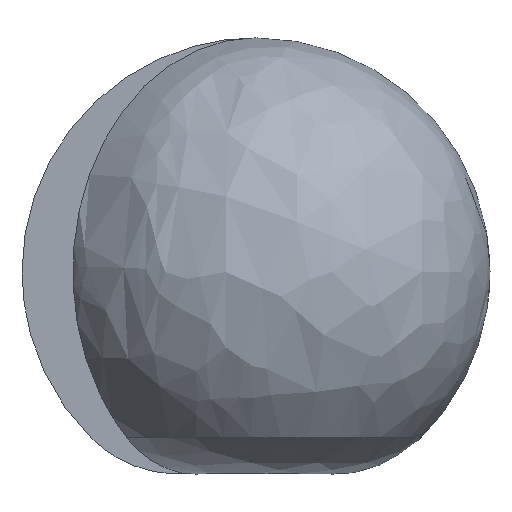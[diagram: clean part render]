
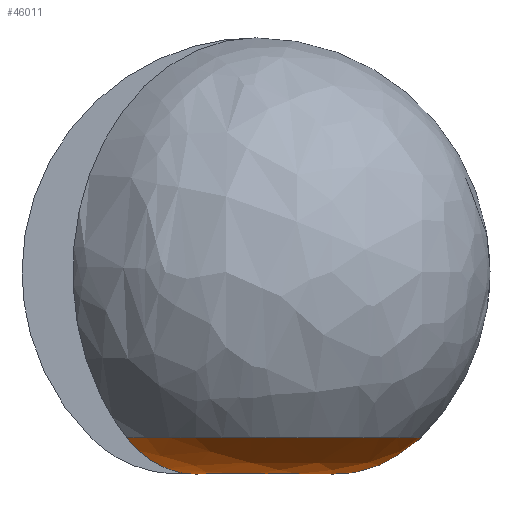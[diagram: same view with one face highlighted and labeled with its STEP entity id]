
A CAD part, left-side view. The second image highlights one B-rep face of the part: STEP entity #46011.
In plain terms, the highlighted free-form (B-spline) face has degree [3, 3] with [4, 4] control points.
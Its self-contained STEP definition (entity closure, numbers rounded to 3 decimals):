
#1778 = CARTESIAN_POINT ( 'NONE',  ( 850.787, -651.42, 1243.767 ) ) ;
#3178 = CARTESIAN_POINT ( 'NONE',  ( 280.678, -647.259, 0. ) ) ;
#5010 = CARTESIAN_POINT ( 'NONE',  ( -853.408, -562.133, 310.615 ) ) ;
#5267 = ORIENTED_EDGE ( 'NONE', *, *, #41832, .T. ) ;
#5722 = CARTESIAN_POINT ( 'NONE',  ( -996.448, -443.559, 362.678 ) ) ;
#9439 = CARTESIAN_POINT ( 'NONE',  ( -537.499, -672.69, 195.634 ) ) ;
#18067 = CARTESIAN_POINT ( 'NONE',  ( -996.448, -443.559, 362.678 ) ) ;
#19040 = DIRECTION ( 'NONE',  ( 1., 0., 0. ) ) ;
#19226 = CARTESIAN_POINT ( 'NONE',  ( -718.594, -629.923, 261.547 ) ) ;
#19464 = CARTESIAN_POINT ( 'NONE',  ( -374.085, -651.42, 1459.745 ) ) ;
#19736 = DIRECTION ( 'NONE',  ( 0., 1., 0. ) ) ;
#20065 = ORIENTED_EDGE ( 'NONE', *, *, #160065, .F. ) ;
#20610 = CARTESIAN_POINT ( 'NONE',  ( -908.368, -523.475, 330.619 ) ) ;
#23187 = AXIS2_PLACEMENT_3D ( 'NONE', #168042, #19736, #87287 ) ;
#26890 = CARTESIAN_POINT ( 'NONE',  ( -426.176, -675.5, 155.115 ) ) ;
#29775 = AXIS2_PLACEMENT_3D ( 'NONE', #67503, #181740, #19040 ) ;
#32860 = CARTESIAN_POINT ( 'NONE',  ( 0., -443.559, 0. ) ) ;
#33797 = CARTESIAN_POINT ( 'NONE',  ( -263.751, -647.259, 95.997 ) ) ;
#34283 = DIRECTION ( 'NONE',  ( 0., 1., 0. ) ) ;
#35598 = CARTESIAN_POINT ( 'NONE',  ( -894.938, -533.609, 325.731 ) ) ;
#37001 = CARTESIAN_POINT ( 'NONE',  ( -757.105, -613.879, 275.564 ) ) ;
#38383 = CARTESIAN_POINT ( 'NONE',  ( -779.925, -603.174, 283.869 ) ) ;
#41015 = EDGE_CURVE ( 'NONE', #198917, #201971, #108377, .T. ) ;
#41832 = EDGE_CURVE ( 'NONE', #162321, #62540, #62996, .T. ) ;
#42303 = EDGE_CURVE ( 'NONE', #59442, #62540, #200645, .T. ) ;
#45905 = CARTESIAN_POINT ( 'NONE',  ( -549.95, -671.302, 200.165 ) ) ;
#46011 = ADVANCED_FACE ( 'NONE', ( #97925 ), #174336, .T. ) ;
#49405 = CARTESIAN_POINT ( 'NONE',  ( 280.678, -647.259, 410.324 ) ) ;
#51524 = CARTESIAN_POINT ( 'NONE',  ( -466.249, -443.559, 1819.388 ) ) ;
#52683 = CARTESIAN_POINT ( 'NONE',  ( -671.526, -645.953, 244.416 ) ) ;
#53377 = CARTESIAN_POINT ( 'NONE',  ( -591.125, -665.3, 215.152 ) ) ;
#53893 = CARTESIAN_POINT ( 'NONE',  ( -491.973, -676.065, 179.064 ) ) ;
#54086 = CARTESIAN_POINT ( 'NONE',  ( -824.682, -579.573, 300.16 ) ) ;
#58255 = CARTESIAN_POINT ( 'NONE',  ( -442.581, -676.213, 161.086 ) ) ;
#58286 = CARTESIAN_POINT ( 'NONE',  ( -516.781, -674.544, 188.093 ) ) ;
#59442 = VERTEX_POINT ( 'NONE', #128577 ) ;
#62540 = VERTEX_POINT ( 'NONE', #211681 ) ;
#62996 = CIRCLE ( 'NONE', #29775, 803.01 ) ;
#63057 = CARTESIAN_POINT ( 'NONE',  ( 0., -647.259, 0. ) ) ;
#65798 = CARTESIAN_POINT ( 'NONE',  ( -123.412, -647.259, 481.575 ) ) ;
#65876 = CARTESIAN_POINT ( 'NONE',  ( -393.453, -672.941, 143.205 ) ) ;
#67503 = CARTESIAN_POINT ( 'NONE',  ( 494.97, 126.63, 0. ) ) ;
#67887 = CARTESIAN_POINT ( 'NONE',  ( -541.649, -672.252, 197.144 ) ) ;
#72154 = EDGE_CURVE ( 'NONE', #201971, #162321, #130796, .T. ) ;
#80034 = CARTESIAN_POINT ( 'NONE',  ( -554.091, -670.791, 201.673 ) ) ;
#82870 = CARTESIAN_POINT ( 'NONE',  ( -248.502, -726.036, 969.7 ) ) ;
#84718 = CARTESIAN_POINT ( 'NONE',  ( -734.087, -623.842, 267.186 ) ) ;
#85412 = CARTESIAN_POINT ( 'NONE',  ( -623.58, -658.671, 226.965 ) ) ;
#86110 = CARTESIAN_POINT ( 'NONE',  ( -984.59, -456.073, 358.361 ) ) ;
#87287 = DIRECTION ( 'NONE',  ( 1., 0., 0. ) ) ;
#97925 = FACE_OUTER_BOUND ( 'NONE', #121507, .T. ) ;
#98475 = ORIENTED_EDGE ( 'NONE', *, *, #41015, .T. ) ;
#98511 = CARTESIAN_POINT ( 'NONE',  ( 565.172, -726.036, 826.227 ) ) ;
#101299 = CARTESIAN_POINT ( 'NONE',  ( 565.172, -726.036, 0. ) ) ;
#103051 = ORIENTED_EDGE ( 'NONE', *, *, #42303, .F. ) ;
#108377 = B_SPLINE_CURVE_WITH_KNOTS ( 'NONE', 3,
 ( #5722, #86110, #150398, #119596, #182614, #20610, #35598, #168244, #5010, #54086, #149694, #136062, #166145, #38383, #183309, #116853, #37001, #84718, #19226, #133978, #52683, #166837, #85412, #53377, #200434, #80034, #45905, #67887, #9439, #211115, #58286, #53893, #205843, #58255, #26890, #65876, #211473, #194393, #131505, #180155, #210783, #33797 ),
 .UNSPECIFIED., .F., .F.,
 ( 4, 2, 2, 2, 2, 2, 2, 2, 2, 2, 2, 2, 2, 2, 2, 2, 2, 2, 2, 2, 4 ),
 ( 0., 0.053, 0.105, 0.158, 0.21, 0.263, 0.276, 0.289, 0.315, 0.368, 0.42, 0.473, 0.526, 0.539, 0.552, 0.578, 0.631, 0.683, 0.736, 0.788, 0.841 ),
 .UNSPECIFIED. ) ;
#113575 = DIRECTION ( 'NONE',  ( 1., 0., 0. ) ) ;
#115685 = CARTESIAN_POINT ( 'NONE',  ( -799.478, -651.42, 290.986 ) ) ;
#116853 = CARTESIAN_POINT ( 'NONE',  ( -764.74, -610.417, 278.342 ) ) ;
#117088 = CARTESIAN_POINT ( 'NONE',  ( -531.088, -726.036, 193.3 ) ) ;
#119596 = CARTESIAN_POINT ( 'NONE',  ( -947.418, -491.196, 344.832 ) ) ;
#121507 = EDGE_LOOP ( 'NONE', ( #174244, #5267, #103051, #20065, #98475 ) ) ;
#124775 = CARTESIAN_POINT ( 'NONE',  ( -996.448, -443.559, 362.678 ) ) ;
#128577 = CARTESIAN_POINT ( 'NONE',  ( 996.448, -443.559, 362.678 ) ) ;
#130796 = CIRCLE ( 'NONE', #168360, 280.678 ) ;
#131505 = CARTESIAN_POINT ( 'NONE',  ( -328.357, -663.277, 119.512 ) ) ;
#133510 = CARTESIAN_POINT ( 'NONE',  ( 1060.398, -443.559, 1550.198 ) ) ;
#133978 = CARTESIAN_POINT ( 'NONE',  ( -687.313, -640.978, 250.162 ) ) ;
#136062 = CARTESIAN_POINT ( 'NONE',  ( -791.257, -597.517, 287.994 ) ) ;
#143062 = CARTESIAN_POINT ( 'NONE',  ( -263.751, -647.259, 95.997 ) ) ;
#145583 = CIRCLE ( 'NONE', #23187, 1060.398 ) ;
#148411 = DIRECTION ( 'NONE',  ( 1., 0., 0. ) ) ;
#149694 = CARTESIAN_POINT ( 'NONE',  ( -810.005, -587.819, 294.818 ) ) ;
#150398 = CARTESIAN_POINT ( 'NONE',  ( -972.409, -468.098, 353.928 ) ) ;
#160065 = EDGE_CURVE ( 'NONE', #198917, #59442, #145583, .T. ) ;
#162321 = VERTEX_POINT ( 'NONE', #178182 ) ;
#166145 = CARTESIAN_POINT ( 'NONE',  ( -787.484, -599.427, 286.621 ) ) ;
#166376 = CARTESIAN_POINT ( 'NONE',  ( 1060.398, -443.559, 0. ) ) ;
#166837 = CARTESIAN_POINT ( 'NONE',  ( -639.66, -654.8, 232.817 ) ) ;
#168042 = CARTESIAN_POINT ( 'NONE',  ( 0., -443.559, 0. ) ) ;
#168244 = CARTESIAN_POINT ( 'NONE',  ( -867.458, -552.937, 315.729 ) ) ;
#168360 = AXIS2_PLACEMENT_3D ( 'NONE', #63057, #208657, #113575 ) ;
#174244 = ORIENTED_EDGE ( 'NONE', *, *, #72154, .T. ) ;
#174336 =( BOUNDED_SURFACE ( )  B_SPLINE_SURFACE ( 3, 3, ( 
 ( #3178, #49405, #65798, #180751 ),
 ( #101299, #98511, #82870, #117088 ),
 ( #197146, #1778, #19464, #115685 ),
 ( #166376, #133510, #51524, #18067 ) ),
 .UNSPECIFIED., .F., .F., .F. ) 
 B_SPLINE_SURFACE_WITH_KNOTS ( ( 4, 4 ),
 ( 4, 4 ),
 ( 0., 1. ),
 ( 0., 1. ),
 .UNSPECIFIED. ) 
 GEOMETRIC_REPRESENTATION_ITEM ( )  RATIONAL_B_SPLINE_SURFACE ( (
 ( 1., 0.449, 0.449, 1.),
 ( 0.91, 0.409, 0.409, 0.91),
 ( 0.91, 0.409, 0.409, 0.91),
 ( 1., 0.449, 0.449, 1.) ) ) 
 REPRESENTATION_ITEM ( '' )  SURFACE ( )  );
#178182 = CARTESIAN_POINT ( 'NONE',  ( 280.678, -647.259, 0. ) ) ;
#180155 = CARTESIAN_POINT ( 'NONE',  ( -295.986, -656.146, 107.73 ) ) ;
#180751 = CARTESIAN_POINT ( 'NONE',  ( -263.751, -647.259, 95.997 ) ) ;
#181740 = DIRECTION ( 'NONE',  ( 0., 0., 1. ) ) ;
#182614 = CARTESIAN_POINT ( 'NONE',  ( -934.608, -502.269, 340.169 ) ) ;
#183309 = CARTESIAN_POINT ( 'NONE',  ( -776.136, -605.012, 282.49 ) ) ;
#194393 = CARTESIAN_POINT ( 'NONE',  ( -344.587, -666.262, 125.419 ) ) ;
#197146 = CARTESIAN_POINT ( 'NONE',  ( 850.787, -651.42, 0. ) ) ;
#198917 = VERTEX_POINT ( 'NONE', #124775 ) ;
#200434 = CARTESIAN_POINT ( 'NONE',  ( -574.75, -668.058, 209.192 ) ) ;
#200645 = CIRCLE ( 'NONE', #207612, 1060.398 ) ;
#201971 = VERTEX_POINT ( 'NONE', #143062 ) ;
#205843 = CARTESIAN_POINT ( 'NONE',  ( -475.48, -676.495, 173.061 ) ) ;
#207612 = AXIS2_PLACEMENT_3D ( 'NONE', #32860, #34283, #148411 ) ;
#208657 = DIRECTION ( 'NONE',  ( 0., 1., 0. ) ) ;
#210783 = CARTESIAN_POINT ( 'NONE',  ( -279.846, -652.002, 101.855 ) ) ;
#211115 = CARTESIAN_POINT ( 'NONE',  ( -525.061, -673.891, 191.107 ) ) ;
#211473 = CARTESIAN_POINT ( 'NONE',  ( -377.135, -671.094, 137.266 ) ) ;
#211681 = CARTESIAN_POINT ( 'NONE',  ( 1060.398, -443.559, 0. ) ) ;
